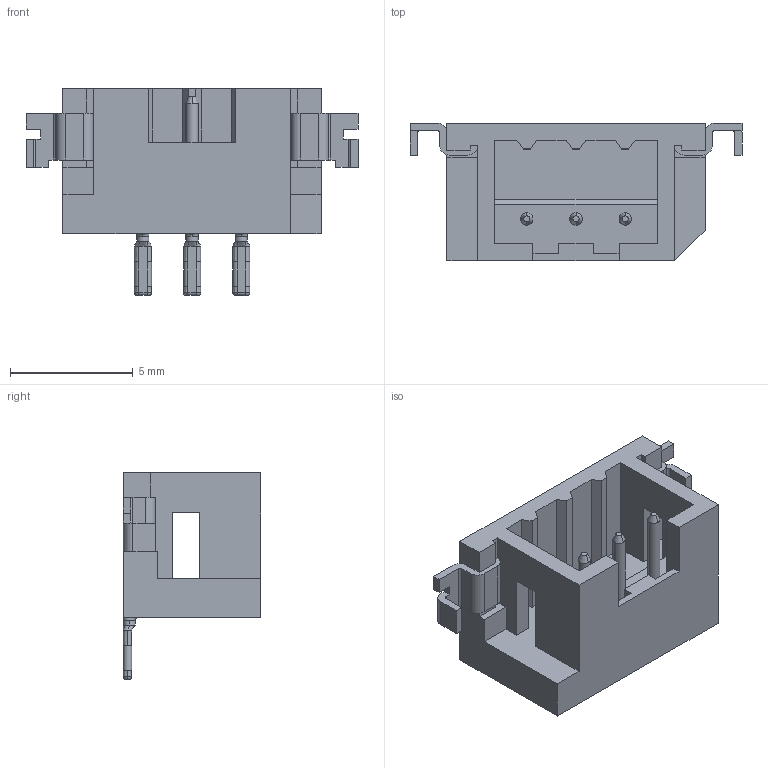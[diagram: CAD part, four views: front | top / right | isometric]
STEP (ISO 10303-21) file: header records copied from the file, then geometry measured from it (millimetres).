
FILE_DESCRIPTION(('Creo Elements/Direct Modeling STEP Export'),'2;1');
FILE_NAME('DF3D-3P-2H.stp','2016-05-23T11:02:57',(''),(''),'Creo Elements/Direct Modeling STEP processor for AP214 (Solid Model)','Creo Elements/Direct Modeling 18.1E 22-Nov-2013 (C) Parametric Technology GmbH','');
FILE_SCHEMA(('AUTOMOTIVE_DESIGN { 1 0 10303 214 1 1 1 1 }'));
Length unit declared in the file: millimetre
Products named in the file (1): DF3D-3P-2H
Bounding box: 13.5 x 5.6 x 8.4 mm (x, y, z)
Volume: 188.7 mm3; surface area: 440.4 mm2
Topology: 1 solids, 1 shells, 202 faces, 598 edges, 400 vertices
Faces by surface type: plane 100, bspline 60, cylinder 30, torus 6, cone 6
Entity records: 11240 total; most frequent: CARTESIAN_POINT 5973, ORIENTED_EDGE 1196, DIRECTION 858, EDGE_CURVE 598, VERTEX_POINT 400, VECTOR 364, LINE 364, AXIS2_PLACEMENT_3D 247
